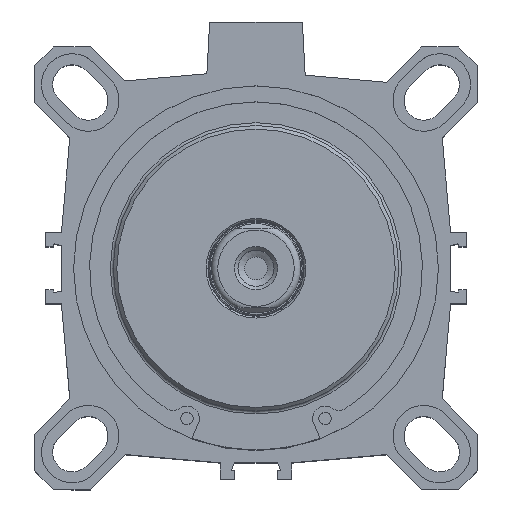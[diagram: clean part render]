
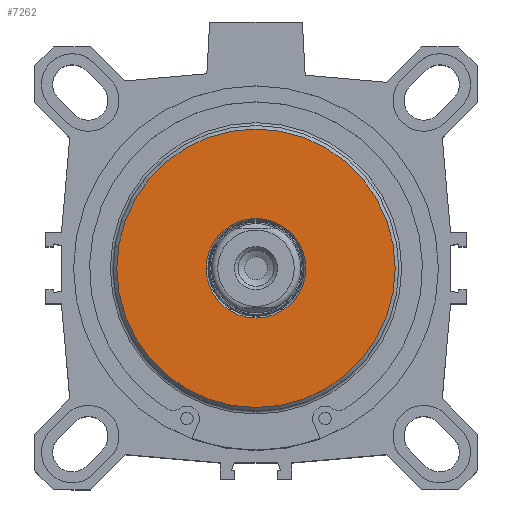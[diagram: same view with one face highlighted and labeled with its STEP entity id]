
A CAD part, top view. The second image highlights one B-rep face of the part: STEP entity #7262.
In plain terms, the highlighted planar face has unit normal (0, 0, 1).
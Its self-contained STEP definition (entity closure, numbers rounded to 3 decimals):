
#7228=CARTESIAN_POINT('',(0.,-39.0,105.05));
#7229=VERTEX_POINT('',#7228);
#7230=CARTESIAN_POINT('',(0.,0.,105.05));
#7231=DIRECTION('',(0.0,0.0,1.0));
#7232=DIRECTION('',(0.0,-1.0,0.0));
#7233=AXIS2_PLACEMENT_3D('',#7230,#7231,#7232);
#7234=CIRCLE('',#7233,39.0);
#7235=EDGE_CURVE('',#7229,#7229,#7234,.T.);
#7243=CARTESIAN_POINT('',(0.,-26.475,105.05));
#7244=DIRECTION('',(0.0,0.0,1.0));
#7245=DIRECTION('',(1.0,0.0,0.0));
#7246=AXIS2_PLACEMENT_3D('',#7243,#7244,#7245);
#7247=PLANE('',#7246);
#7248=ORIENTED_EDGE('',*,*,#7235,.T.);
#7249=EDGE_LOOP('',(#7248));
#7250=FACE_OUTER_BOUND('',#7249,.T.);
#7251=CARTESIAN_POINT('',(0.,-13.95,105.05));
#7252=VERTEX_POINT('',#7251);
#7253=CARTESIAN_POINT('',(0.,0.,105.05));
#7254=DIRECTION('',(0.0,0.0,1.0));
#7255=DIRECTION('',(0.0,-1.0,0.0));
#7256=AXIS2_PLACEMENT_3D('',#7253,#7254,#7255);
#7257=CIRCLE('',#7256,13.95);
#7258=EDGE_CURVE('',#7252,#7252,#7257,.T.);
#7259=ORIENTED_EDGE('',*,*,#7258,.F.);
#7260=EDGE_LOOP('',(#7259));
#7261=FACE_BOUND('',#7260,.T.);
#7262=ADVANCED_FACE('',(#7250,#7261),#7247,.T.);
